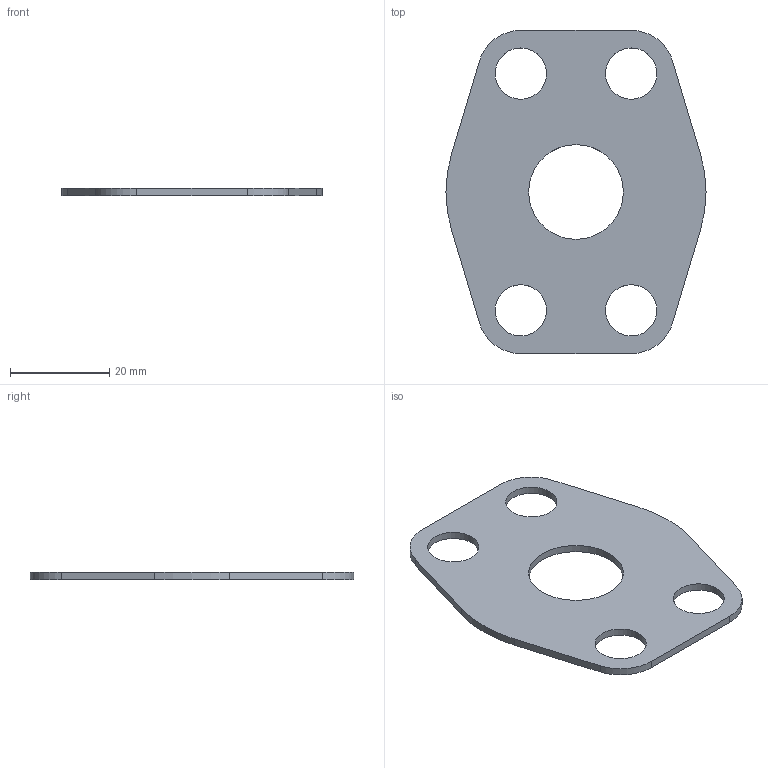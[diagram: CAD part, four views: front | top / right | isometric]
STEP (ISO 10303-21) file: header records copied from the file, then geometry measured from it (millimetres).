
FILE_DESCRIPTION((''),'2;1');
FILE_NAME('12CP_Rev4.stp','2009-09-29T10:26:16',('tjones'),(''),'Autodesk Inventor 2009','Autodesk Inventor 2009','');
FILE_SCHEMA(('AUTOMOTIVE_DESIGN { 1 0 10303 214 1 1 1 1 }'));
Length unit declared in the file: inch
Products named in the file (1): CP Series
Bounding box: 52.32 x 65.02 x 1.52 mm (x, y, z)
Volume: 3439.9 mm3; surface area: 5104.4 mm2
Topology: 1 solids, 1 shells, 19 faces, 56 edges, 39 vertices
Faces by surface type: plane 8, cylinder 6, bspline 5
Entity records: 695 total; most frequent: CARTESIAN_POINT 185, DIRECTION 98, ORIENTED_EDGE 92, EDGE_CURVE 46, AXIS2_PLACEMENT_3D 37, VERTEX_POINT 34, EDGE_LOOP 34, VECTOR 24
